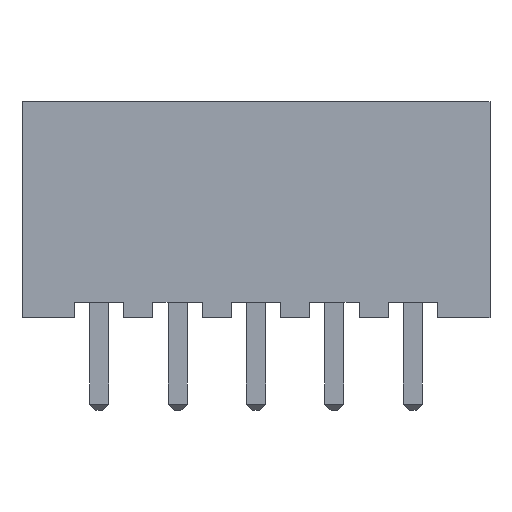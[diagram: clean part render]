
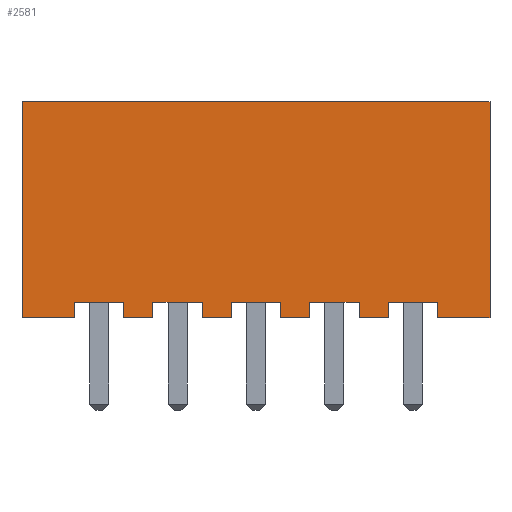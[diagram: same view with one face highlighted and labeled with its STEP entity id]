
A CAD part, front view. The second image highlights one B-rep face of the part: STEP entity #2581.
In plain terms, the highlighted planar face has unit normal (0, -1, 0).
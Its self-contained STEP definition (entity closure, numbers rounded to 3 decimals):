
#164=FACE_OUTER_BOUND('',#312,.T.);
#312=EDGE_LOOP('',(#2184,#2185,#2186,#2187,#2188,#2189,#2190,#2191,#2192,
#2193,#2194,#2195,#2196,#2197,#2198,#2199,#2200,#2201,#2202,#2203,#2204,
#2205,#2206,#2207));
#356=LINE('',#3448,#694);
#359=LINE('',#3454,#697);
#362=LINE('',#3460,#700);
#366=LINE('',#3467,#704);
#368=LINE('',#3473,#706);
#385=LINE('',#3506,#723);
#387=LINE('',#3511,#725);
#390=LINE('',#3517,#728);
#397=LINE('',#3529,#735);
#460=LINE('',#3658,#798);
#470=LINE('',#3679,#808);
#474=LINE('',#3686,#812);
#477=LINE('',#3692,#815);
#484=LINE('',#3706,#822);
#582=LINE('',#3908,#920);
#584=LINE('',#3911,#922);
#587=LINE('',#3917,#925);
#590=LINE('',#3923,#928);
#636=LINE('',#4017,#974);
#638=LINE('',#4020,#976);
#641=LINE('',#4026,#979);
#644=LINE('',#4032,#982);
#650=LINE('',#4043,#988);
#651=LINE('',#4045,#989);
#694=VECTOR('',#2821,1.);
#697=VECTOR('',#2826,1.);
#700=VECTOR('',#2831,1.);
#704=VECTOR('',#2837,10.);
#706=VECTOR('',#2841,1.);
#723=VECTOR('',#2864,1.);
#725=VECTOR('',#2868,1.);
#728=VECTOR('',#2873,1.);
#735=VECTOR('',#2882,1.);
#798=VECTOR('',#2997,1.);
#808=VECTOR('',#3013,1.);
#812=VECTOR('',#3019,1.);
#815=VECTOR('',#3024,1.);
#822=VECTOR('',#3033,1.);
#920=VECTOR('',#3219,1.);
#922=VECTOR('',#3223,10.);
#925=VECTOR('',#3228,1.);
#928=VECTOR('',#3233,1.);
#974=VECTOR('',#3319,1.);
#976=VECTOR('',#3323,10.);
#979=VECTOR('',#3328,1.);
#982=VECTOR('',#3333,1.);
#988=VECTOR('',#3349,1.);
#989=VECTOR('',#3352,10.);
#1016=VERTEX_POINT('',#3445);
#1017=VERTEX_POINT('',#3447);
#1019=VERTEX_POINT('',#3453);
#1021=VERTEX_POINT('',#3459);
#1023=VERTEX_POINT('',#3465);
#1025=VERTEX_POINT('',#3470);
#1026=VERTEX_POINT('',#3472);
#1038=VERTEX_POINT('',#3502);
#1041=VERTEX_POINT('',#3510);
#1043=VERTEX_POINT('',#3516);
#1081=VERTEX_POINT('',#3644);
#1087=VERTEX_POINT('',#3656);
#1094=VERTEX_POINT('',#3676);
#1097=VERTEX_POINT('',#3684);
#1099=VERTEX_POINT('',#3690);
#1105=VERTEX_POINT('',#3704);
#1164=VERTEX_POINT('',#3905);
#1165=VERTEX_POINT('',#3907);
#1167=VERTEX_POINT('',#3916);
#1169=VERTEX_POINT('',#3922);
#1196=VERTEX_POINT('',#4014);
#1197=VERTEX_POINT('',#4016);
#1199=VERTEX_POINT('',#4025);
#1201=VERTEX_POINT('',#4031);
#1244=EDGE_CURVE('',#1016,#1017,#356,.T.);
#1247=EDGE_CURVE('',#1017,#1019,#359,.T.);
#1250=EDGE_CURVE('',#1019,#1021,#362,.T.);
#1254=EDGE_CURVE('',#1023,#1016,#366,.T.);
#1256=EDGE_CURVE('',#1025,#1026,#368,.T.);
#1273=EDGE_CURVE('',#1038,#1026,#385,.T.);
#1275=EDGE_CURVE('',#1041,#1038,#387,.T.);
#1278=EDGE_CURVE('',#1043,#1041,#390,.T.);
#1285=EDGE_CURVE('',#1023,#1043,#397,.T.);
#1348=EDGE_CURVE('',#1081,#1087,#460,.T.);
#1358=EDGE_CURVE('',#1094,#1087,#470,.T.);
#1362=EDGE_CURVE('',#1097,#1094,#474,.T.);
#1365=EDGE_CURVE('',#1099,#1097,#477,.T.);
#1372=EDGE_CURVE('',#1105,#1099,#484,.T.);
#1470=EDGE_CURVE('',#1164,#1165,#582,.T.);
#1472=EDGE_CURVE('',#1164,#1021,#584,.T.);
#1475=EDGE_CURVE('',#1165,#1167,#587,.T.);
#1478=EDGE_CURVE('',#1167,#1169,#590,.T.);
#1524=EDGE_CURVE('',#1196,#1197,#636,.T.);
#1526=EDGE_CURVE('',#1196,#1169,#638,.T.);
#1529=EDGE_CURVE('',#1197,#1199,#641,.T.);
#1532=EDGE_CURVE('',#1199,#1201,#644,.T.);
#1538=EDGE_CURVE('',#1201,#1105,#650,.T.);
#1539=EDGE_CURVE('',#1025,#1081,#651,.T.);
#2184=ORIENTED_EDGE('',*,*,#1538,.F.);
#2185=ORIENTED_EDGE('',*,*,#1532,.F.);
#2186=ORIENTED_EDGE('',*,*,#1529,.F.);
#2187=ORIENTED_EDGE('',*,*,#1524,.F.);
#2188=ORIENTED_EDGE('',*,*,#1526,.T.);
#2189=ORIENTED_EDGE('',*,*,#1478,.F.);
#2190=ORIENTED_EDGE('',*,*,#1475,.F.);
#2191=ORIENTED_EDGE('',*,*,#1470,.F.);
#2192=ORIENTED_EDGE('',*,*,#1472,.T.);
#2193=ORIENTED_EDGE('',*,*,#1250,.F.);
#2194=ORIENTED_EDGE('',*,*,#1247,.F.);
#2195=ORIENTED_EDGE('',*,*,#1244,.F.);
#2196=ORIENTED_EDGE('',*,*,#1254,.F.);
#2197=ORIENTED_EDGE('',*,*,#1285,.T.);
#2198=ORIENTED_EDGE('',*,*,#1278,.T.);
#2199=ORIENTED_EDGE('',*,*,#1275,.T.);
#2200=ORIENTED_EDGE('',*,*,#1273,.T.);
#2201=ORIENTED_EDGE('',*,*,#1256,.F.);
#2202=ORIENTED_EDGE('',*,*,#1539,.T.);
#2203=ORIENTED_EDGE('',*,*,#1348,.T.);
#2204=ORIENTED_EDGE('',*,*,#1358,.F.);
#2205=ORIENTED_EDGE('',*,*,#1362,.F.);
#2206=ORIENTED_EDGE('',*,*,#1365,.F.);
#2207=ORIENTED_EDGE('',*,*,#1372,.F.);
#2352=PLANE('',#2734);
#2581=ADVANCED_FACE('',(#164),#2352,.T.);
#2734=AXIS2_PLACEMENT_3D('',#4044,#3350,#3351);
#2821=DIRECTION('',(0.,0.,1.));
#2826=DIRECTION('',(-1.,0.,0.));
#2831=DIRECTION('',(0.,0.,-1.));
#2837=DIRECTION('',(-1.,0.,0.));
#2841=DIRECTION('',(0.,0.,-1.));
#2864=DIRECTION('',(1.,0.,0.));
#2868=DIRECTION('',(0.,0.,-1.));
#2873=DIRECTION('',(1.,0.,0.));
#2882=DIRECTION('',(0.,0.,1.));
#2997=DIRECTION('',(0.,0.,-1.));
#3013=DIRECTION('',(-1.,0.,0.));
#3019=DIRECTION('',(0.,0.,-1.));
#3024=DIRECTION('',(-1.,0.,0.));
#3033=DIRECTION('',(0.,0.,1.));
#3219=DIRECTION('',(0.,0.,1.));
#3223=DIRECTION('',(1.,0.,0.));
#3228=DIRECTION('',(-1.,0.,0.));
#3233=DIRECTION('',(0.,0.,-1.));
#3319=DIRECTION('',(0.,0.,1.));
#3323=DIRECTION('',(1.,0.,0.));
#3328=DIRECTION('',(-1.,0.,0.));
#3333=DIRECTION('',(0.,0.,-1.));
#3349=DIRECTION('',(-1.,0.,0.));
#3350=DIRECTION('center_axis',(0.,-1.,0.));
#3351=DIRECTION('ref_axis',(0.,0.,-1.));
#3352=DIRECTION('',(-1.,0.,0.));
#3445=CARTESIAN_POINT('',(8.4,-3.15,0.));
#3447=CARTESIAN_POINT('',(8.4,-3.15,0.5));
#3448=CARTESIAN_POINT('',(8.4,-3.15,3.75));
#3453=CARTESIAN_POINT('',(6.8,-3.15,0.5));
#3454=CARTESIAN_POINT('',(10.95,-3.15,0.5));
#3459=CARTESIAN_POINT('',(6.8,-3.15,0.));
#3460=CARTESIAN_POINT('',(6.8,-3.15,3.25));
#3465=CARTESIAN_POINT('',(9.34,-3.15,0.));
#3467=CARTESIAN_POINT('',(8.89,-3.15,0.));
#3470=CARTESIAN_POINT('',(12.64,-3.15,7.));
#3472=CARTESIAN_POINT('',(12.64,-3.15,0.));
#3473=CARTESIAN_POINT('',(12.64,-3.15,7.));
#3502=CARTESIAN_POINT('',(10.94,-3.15,0.));
#3506=CARTESIAN_POINT('',(0.14,-3.15,0.));
#3510=CARTESIAN_POINT('',(10.94,-3.15,0.5));
#3511=CARTESIAN_POINT('',(10.94,-3.15,3.25));
#3516=CARTESIAN_POINT('',(9.34,-3.15,0.5));
#3517=CARTESIAN_POINT('',(5.54,-3.15,0.5));
#3529=CARTESIAN_POINT('',(9.34,-3.15,3.75));
#3644=CARTESIAN_POINT('',(-2.52,-3.15,7.));
#3656=CARTESIAN_POINT('',(-2.52,-3.15,0.));
#3658=CARTESIAN_POINT('',(-2.52,-3.15,7.));
#3676=CARTESIAN_POINT('',(-0.82,-3.15,0.));
#3679=CARTESIAN_POINT('',(9.98,-3.15,0.));
#3684=CARTESIAN_POINT('',(-0.82,-3.15,0.5));
#3686=CARTESIAN_POINT('',(-0.82,-3.15,3.25));
#3690=CARTESIAN_POINT('',(0.78,-3.15,0.5));
#3692=CARTESIAN_POINT('',(4.58,-3.15,0.5));
#3704=CARTESIAN_POINT('',(0.78,-3.15,0.));
#3706=CARTESIAN_POINT('',(0.78,-3.15,3.75));
#3905=CARTESIAN_POINT('',(5.86,-3.15,0.));
#3907=CARTESIAN_POINT('',(5.86,-3.15,0.5));
#3908=CARTESIAN_POINT('',(5.86,-3.15,3.75));
#3911=CARTESIAN_POINT('',(6.31,-3.15,0.));
#3916=CARTESIAN_POINT('',(4.26,-3.15,0.5));
#3917=CARTESIAN_POINT('',(8.41,-3.15,0.5));
#3922=CARTESIAN_POINT('',(4.26,-3.15,0.));
#3923=CARTESIAN_POINT('',(4.26,-3.15,3.25));
#4014=CARTESIAN_POINT('',(3.32,-3.15,0.));
#4016=CARTESIAN_POINT('',(3.32,-3.15,0.5));
#4017=CARTESIAN_POINT('',(3.32,-3.15,3.75));
#4020=CARTESIAN_POINT('',(3.77,-3.15,0.));
#4025=CARTESIAN_POINT('',(1.72,-3.15,0.5));
#4026=CARTESIAN_POINT('',(5.87,-3.15,0.5));
#4031=CARTESIAN_POINT('',(1.72,-3.15,0.));
#4032=CARTESIAN_POINT('',(1.72,-3.15,3.25));
#4043=CARTESIAN_POINT('',(10.02,-3.15,0.));
#4044=CARTESIAN_POINT('Origin',(10.02,-3.15,7.));
#4045=CARTESIAN_POINT('',(1.27,-3.15,7.));
